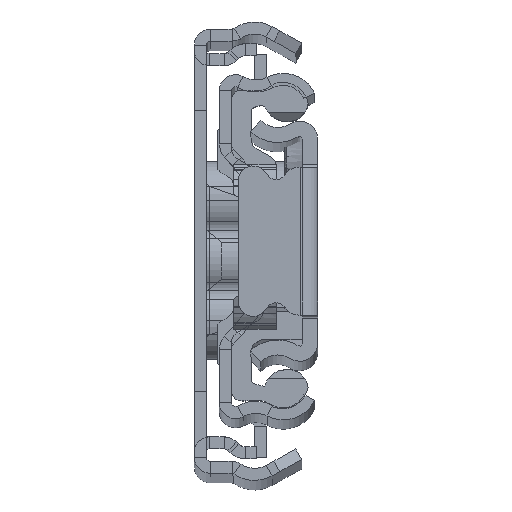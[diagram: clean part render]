
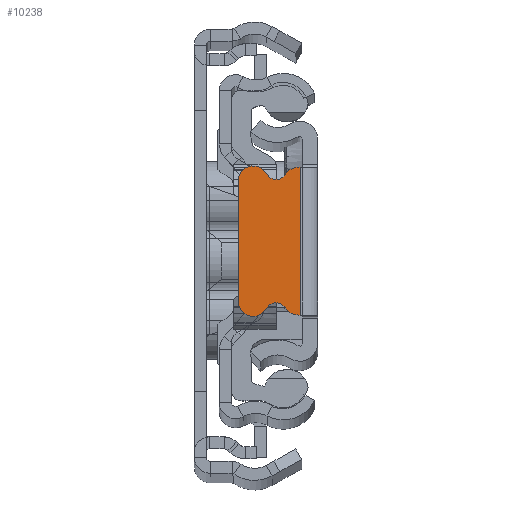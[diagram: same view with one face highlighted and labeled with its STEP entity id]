
A CAD part, top view. The second image highlights one B-rep face of the part: STEP entity #10238.
In plain terms, the highlighted planar face has unit normal (0, 0, 1).
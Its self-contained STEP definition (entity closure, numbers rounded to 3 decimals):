
#561 = VERTEX_POINT ( 'NONE', #6878 ) ;
#1113 = ORIENTED_EDGE ( 'NONE', *, *, #12438, .T. ) ;
#1254 = VERTEX_POINT ( 'NONE', #19388 ) ;
#1424 = DIRECTION ( 'NONE',  ( 0., 0., 1. ) ) ;
#1436 = LINE ( 'NONE', #7654, #2358 ) ;
#2277 = AXIS2_PLACEMENT_3D ( 'NONE', #20436, #22468, #11912 ) ;
#2341 = CARTESIAN_POINT ( 'NONE',  ( -1.75, 7.37, 0. ) ) ;
#2358 = VECTOR ( 'NONE', #15884, 1000. ) ;
#2575 = CARTESIAN_POINT ( 'NONE',  ( -7.929, -6., 0. ) ) ;
#2604 = CARTESIAN_POINT ( 'NONE',  ( -1.929, -7.37, 0. ) ) ;
#2665 = VERTEX_POINT ( 'NONE', #16545 ) ;
#2796 = DIRECTION ( 'NONE',  ( 1., 0., 0. ) ) ;
#3184 = ORIENTED_EDGE ( 'NONE', *, *, #8119, .F. ) ;
#4034 = CARTESIAN_POINT ( 'NONE',  ( -1.929, -7.37, 0. ) ) ;
#4351 = AXIS2_PLACEMENT_3D ( 'NONE', #21306, #4957, #2796 ) ;
#4957 = DIRECTION ( 'NONE',  ( 0., 0., -1. ) ) ;
#5323 = DIRECTION ( 'NONE',  ( -1., 0., 0. ) ) ;
#6130 = DIRECTION ( 'NONE',  ( 1., 0., 0. ) ) ;
#6708 = EDGE_LOOP ( 'NONE', ( #25077, #3184, #26535, #25149, #9406, #17539, #24410, #1113, #18816, #15555 ) ) ;
#6878 = CARTESIAN_POINT ( 'NONE',  ( -1.929, 7.37, 0. ) ) ;
#7041 = VECTOR ( 'NONE', #12266, 1000. ) ;
#7309 = VERTEX_POINT ( 'NONE', #26661 ) ;
#7564 = CIRCLE ( 'NONE', #15316, 1.1 ) ;
#7624 = CARTESIAN_POINT ( 'NONE',  ( -1.929, 5.87, 0. ) ) ;
#7640 = FACE_OUTER_BOUND ( 'NONE', #6708, .T. ) ;
#7654 = CARTESIAN_POINT ( 'NONE',  ( -1.929, 7.37, 0. ) ) ;
#7816 = CARTESIAN_POINT ( 'NONE',  ( -7.929, 6., 0. ) ) ;
#8119 = EDGE_CURVE ( 'NONE', #561, #18087, #1436, .T. ) ;
#8154 = CARTESIAN_POINT ( 'NONE',  ( -1.929, -5.87, 0. ) ) ;
#8224 = VERTEX_POINT ( 'NONE', #26012 ) ;
#8943 = EDGE_CURVE ( 'NONE', #8224, #2665, #12201, .T. ) ;
#9240 = CARTESIAN_POINT ( 'NONE',  ( 544.071, 0., 0. ) ) ;
#9345 = DIRECTION ( 'NONE',  ( 0., -1., 0. ) ) ;
#9406 = ORIENTED_EDGE ( 'NONE', *, *, #26356, .T. ) ;
#9453 = CARTESIAN_POINT ( 'NONE',  ( -4.142, -7.236, 0. ) ) ;
#10041 = AXIS2_PLACEMENT_3D ( 'NONE', #22867, #23133, #14739 ) ;
#10238 = ADVANCED_FACE ( 'NONE', ( #7640 ), #19934, .T. ) ;
#10800 = DIRECTION ( 'NONE',  ( 0., -1., 0. ) ) ;
#10830 = AXIS2_PLACEMENT_3D ( 'NONE', #7624, #19654, #5323 ) ;
#11511 = LINE ( 'NONE', #19627, #13721 ) ;
#11912 = DIRECTION ( 'NONE',  ( 1., 0., 0. ) ) ;
#12201 = CIRCLE ( 'NONE', #2277, 1.5 ) ;
#12266 = DIRECTION ( 'NONE',  ( -1., 0., 0. ) ) ;
#12438 = EDGE_CURVE ( 'NONE', #2665, #26627, #7564, .T. ) ;
#13624 = AXIS2_PLACEMENT_3D ( 'NONE', #8154, #18695, #6130 ) ;
#13644 = DIRECTION ( 'NONE',  ( 0., 0., -1. ) ) ;
#13721 = VECTOR ( 'NONE', #9345, 1000. ) ;
#14238 = EDGE_CURVE ( 'NONE', #1254, #22750, #16328, .T. ) ;
#14739 = DIRECTION ( 'NONE',  ( -1., 0., 0. ) ) ;
#15316 = AXIS2_PLACEMENT_3D ( 'NONE', #9453, #13644, #21768 ) ;
#15555 = ORIENTED_EDGE ( 'NONE', *, *, #14238, .F. ) ;
#15557 = EDGE_CURVE ( 'NONE', #7309, #15901, #22913, .T. ) ;
#15884 = DIRECTION ( 'NONE',  ( 1., 0., 0. ) ) ;
#15901 = VERTEX_POINT ( 'NONE', #21275 ) ;
#16328 = LINE ( 'NONE', #4034, #7041 ) ;
#16545 = CARTESIAN_POINT ( 'NONE',  ( -5.109, -6.713, 0. ) ) ;
#16781 = LINE ( 'NONE', #2575, #20402 ) ;
#17539 = ORIENTED_EDGE ( 'NONE', *, *, #19244, .T. ) ;
#17759 = EDGE_CURVE ( 'NONE', #561, #7309, #21202, .T. ) ;
#17847 = CARTESIAN_POINT ( 'NONE',  ( -3.206, -6.658, 0. ) ) ;
#18087 = VERTEX_POINT ( 'NONE', #2341 ) ;
#18267 = CIRCLE ( 'NONE', #10041, 1.5 ) ;
#18695 = DIRECTION ( 'NONE',  ( 0., 0., 1. ) ) ;
#18816 = ORIENTED_EDGE ( 'NONE', *, *, #21287, .T. ) ;
#19244 = EDGE_CURVE ( 'NONE', #23037, #8224, #16781, .T. ) ;
#19388 = CARTESIAN_POINT ( 'NONE',  ( -1.75, -7.37, 0. ) ) ;
#19627 = CARTESIAN_POINT ( 'NONE',  ( -1.75, 0., 0. ) ) ;
#19654 = DIRECTION ( 'NONE',  ( 0., 0., 1. ) ) ;
#19934 = PLANE ( 'NONE',  #21334 ) ;
#20402 = VECTOR ( 'NONE', #10800, 1000. ) ;
#20436 = CARTESIAN_POINT ( 'NONE',  ( -6.429, -6., 0. ) ) ;
#21202 = CIRCLE ( 'NONE', #10830, 1.5 ) ;
#21275 = CARTESIAN_POINT ( 'NONE',  ( -5.109, 6.713, 0. ) ) ;
#21287 = EDGE_CURVE ( 'NONE', #26627, #22750, #24415, .T. ) ;
#21306 = CARTESIAN_POINT ( 'NONE',  ( -4.142, 7.236, 0. ) ) ;
#21334 = AXIS2_PLACEMENT_3D ( 'NONE', #9240, #1424, #21832 ) ;
#21768 = DIRECTION ( 'NONE',  ( -1., 0., 0. ) ) ;
#21832 = DIRECTION ( 'NONE',  ( 1., 0., 0. ) ) ;
#22468 = DIRECTION ( 'NONE',  ( 0., 0., 1. ) ) ;
#22750 = VERTEX_POINT ( 'NONE', #2604 ) ;
#22867 = CARTESIAN_POINT ( 'NONE',  ( -6.429, 6., 0. ) ) ;
#22913 = CIRCLE ( 'NONE', #4351, 1.1 ) ;
#23037 = VERTEX_POINT ( 'NONE', #7816 ) ;
#23133 = DIRECTION ( 'NONE',  ( 0., 0., 1. ) ) ;
#24410 = ORIENTED_EDGE ( 'NONE', *, *, #8943, .T. ) ;
#24415 = CIRCLE ( 'NONE', #13624, 1.5 ) ;
#24887 = EDGE_CURVE ( 'NONE', #18087, #1254, #11511, .T. ) ;
#25077 = ORIENTED_EDGE ( 'NONE', *, *, #24887, .F. ) ;
#25149 = ORIENTED_EDGE ( 'NONE', *, *, #15557, .T. ) ;
#26012 = CARTESIAN_POINT ( 'NONE',  ( -7.929, -6., 0. ) ) ;
#26356 = EDGE_CURVE ( 'NONE', #15901, #23037, #18267, .T. ) ;
#26535 = ORIENTED_EDGE ( 'NONE', *, *, #17759, .T. ) ;
#26627 = VERTEX_POINT ( 'NONE', #17847 ) ;
#26661 = CARTESIAN_POINT ( 'NONE',  ( -3.206, 6.658, 0. ) ) ;
